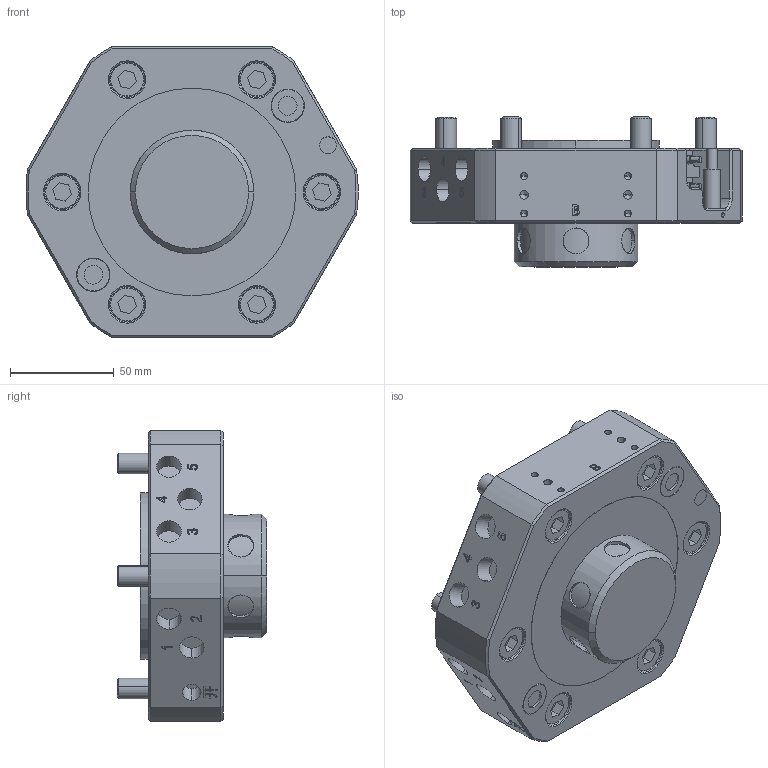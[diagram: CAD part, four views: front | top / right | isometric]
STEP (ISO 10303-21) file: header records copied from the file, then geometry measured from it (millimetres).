
FILE_DESCRIPTION (( 'STEP AP203' ), '1' );
FILE_NAME ('QTC100-M.STEP', '2025-08-18T01:09:11', ( 'USER-' ), ( 'Microsoft' ), 'SwSTEP 2.0', 'SolidWorks 2018', '' );
FILE_SCHEMA (( 'CONFIG_CONTROL_DESIGN' ));
Length unit declared in the file: millimetre
Products named in the file (8): QTC100-M-01 鼠攫翋釱; 8mm醱諉輪; 内六角圆柱头螺钉[GBT70_1-2008][M10×40]; QTC100-M-03 鼠攫詩迖; 4mm眻噤換覜ん; QTC換覜ん揤輸; QTC100-M-08 鼠攫詩杶; QTC100-M
Assembly tree (15 placements, depth 2):
  QTC100-M
    QTC100-M-01 鼠攫翋釱
    QTC100-M-03 鼠攫詩迖
    QTC100-M-08 鼠攫詩杶  x2
    QTC換覜ん揤輸  x2
    4mm眻噤換覜ん  x2
    8mm醱諉輪
    内六角圆柱头螺钉[GBT70_1-2008][M10×40]  x6
Bounding box: 159.84 x 72.1 x 140 mm (x, y, z)
Volume: 695642.6 mm3; surface area: 105529.3 mm2
Topology: 15 solids, 15 shells, 670 faces, 1586 edges, 1003 vertices
Faces by surface type: plane 287, cylinder 196, cone 91, bspline 72, torus 24
Entity records: 21665 total; most frequent: CARTESIAN_POINT 8932, ORIENTED_EDGE 2452, DIRECTION 2245, EDGE_CURVE 1226, VERTEX_POINT 791, AXIS2_PLACEMENT_3D 780, LINE 685, VECTOR 685
